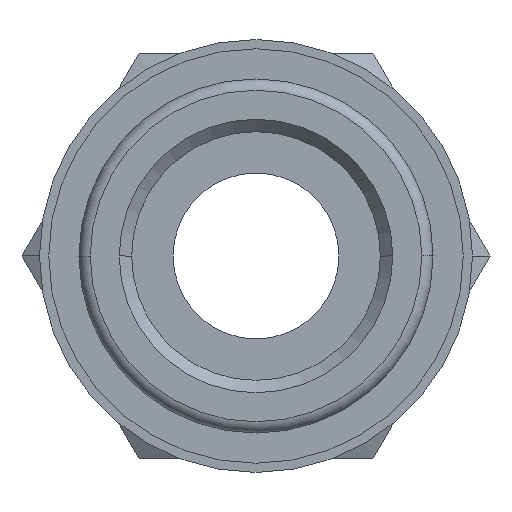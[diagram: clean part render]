
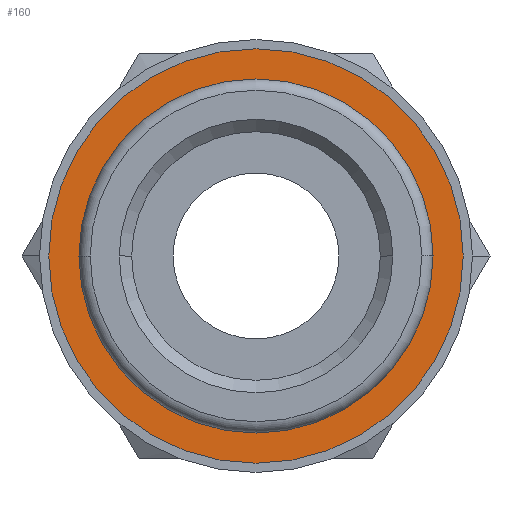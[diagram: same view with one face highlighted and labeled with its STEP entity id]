
A CAD part, front view. The second image highlights one B-rep face of the part: STEP entity #160.
In plain terms, the highlighted planar face has unit normal (0, -1, 0).
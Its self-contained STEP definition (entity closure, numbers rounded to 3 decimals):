
#160=ADVANCED_FACE('',(#343,#344),#345,.T.);
#343=FACE_BOUND('',#546,.T.);
#344=FACE_OUTER_BOUND('',#547,.T.);
#345=PLANE('',#548);
#546=EDGE_LOOP('',(#929,#930,#931));
#547=EDGE_LOOP('',(#932,#933));
#548=AXIS2_PLACEMENT_3D('',#934,#935,#936);
#929=ORIENTED_EDGE('',*,*,#1279,.T.);
#930=ORIENTED_EDGE('',*,*,#1264,.T.);
#931=ORIENTED_EDGE('',*,*,#1280,.T.);
#932=ORIENTED_EDGE('',*,*,#1181,.F.);
#933=ORIENTED_EDGE('',*,*,#1281,.F.);
#934=CARTESIAN_POINT('',(5.625,3.6,0.0));
#935=DIRECTION('',(-0.0,-1.0,-0.0));
#936=DIRECTION('',(-1.0,0.0,0.0));
#1181=EDGE_CURVE('',#1402,#1405,#1406,.T.);
#1264=EDGE_CURVE('',#1528,#1526,#1529,.T.);
#1279=EDGE_CURVE('',#1545,#1528,#1546,.T.);
#1280=EDGE_CURVE('',#1526,#1545,#1547,.T.);
#1281=EDGE_CURVE('',#1405,#1402,#1548,.T.);
#1402=VERTEX_POINT('',#1771);
#1405=VERTEX_POINT('',#1775);
#1406=CIRCLE('',#1776,11.25);
#1526=VERTEX_POINT('',#2046);
#1528=VERTEX_POINT('',#2048);
#1529=CIRCLE('',#2049,9.156);
#1545=VERTEX_POINT('',#2098);
#1546=CIRCLE('',#2099,9.156);
#1547=CIRCLE('',#2100,9.156);
#1548=CIRCLE('',#2101,11.25);
#1771=CARTESIAN_POINT('',(11.25,3.6,0.0));
#1775=CARTESIAN_POINT('',(-11.25,3.6,0.));
#1776=AXIS2_PLACEMENT_3D('',#2218,#2219,#2220);
#2046=CARTESIAN_POINT('',(-9.156,3.6,0.));
#2048=CARTESIAN_POINT('',(9.156,3.6,0.));
#2049=AXIS2_PLACEMENT_3D('',#2335,#2336,#2337);
#2098=CARTESIAN_POINT('',(0.,3.6,9.156));
#2099=AXIS2_PLACEMENT_3D('',#2353,#2354,#2355);
#2100=AXIS2_PLACEMENT_3D('',#2356,#2357,#2358);
#2101=AXIS2_PLACEMENT_3D('',#2359,#2360,#2361);
#2218=CARTESIAN_POINT('',(0.0,3.6,0.0));
#2219=DIRECTION('',(-0.0,1.0,0.0));
#2220=DIRECTION('',(1.0,0.0,0.0));
#2335=CARTESIAN_POINT('',(0.0,3.6,0.0));
#2336=DIRECTION('',(0.0,1.0,0.0));
#2337=DIRECTION('',(0.0,0.0,-1.0));
#2353=CARTESIAN_POINT('',(0.0,3.6,0.0));
#2354=DIRECTION('',(0.0,1.0,0.0));
#2355=DIRECTION('',(0.0,0.0,-1.0));
#2356=CARTESIAN_POINT('',(0.0,3.6,0.0));
#2357=DIRECTION('',(0.0,1.0,0.0));
#2358=DIRECTION('',(0.0,0.0,-1.0));
#2359=CARTESIAN_POINT('',(0.0,3.6,0.0));
#2360=DIRECTION('',(-0.0,1.0,0.0));
#2361=DIRECTION('',(1.0,0.0,0.0));
